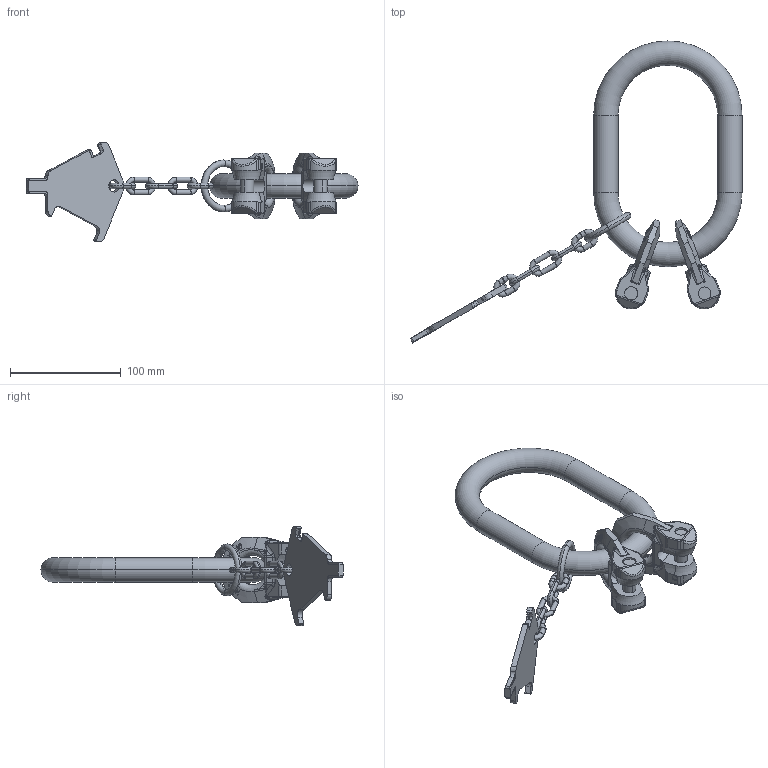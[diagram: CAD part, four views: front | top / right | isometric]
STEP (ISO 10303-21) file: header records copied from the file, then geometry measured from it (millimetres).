
FILE_DESCRIPTION((''),'2;1');
FILE_NAME('001-M34479-P-3_ASM','2014-10-14T',('Andreas.Wendler'),(''),'PRO/ENGINEER BY PARAMETRIC TECHNOLOGY CORPORATION, 2010140','PRO/ENGINEER BY PARAMETRIC TECHNOLOGY CORPORATION, 2010140','');
FILE_SCHEMA(('CONFIG_CONTROL_DESIGN'));
Length unit declared in the file: millimetre
Products named in the file (9): 001-M34474-P-4; 001-M31128-V01; 001-M31164-P-1; 001-M31129-P-1; 001-M33743-001; 001-M31130-003_ASM; 001-M31164-P-1_ASM; 001-M31127-P-3; 001-M34479-P-3_ASM
Assembly tree (12 placements, depth 4):
  001-M34479-P-3_ASM
    001-M34474-P-4
    001-M31128-V01
    001-M31164-P-1_ASM
      001-M31164-P-1
      001-M31129-P-1  x2
      001-M31130-003_ASM
        001-M33743-001  x3
    001-M31127-P-3  x2
Bounding box: 299.91 x 272.92 x 89.55 mm (x, y, z)
Volume: 317242 mm3; surface area: 76000 mm2
Topology: 10 solids, 10 shells, 955 faces, 2481 edges, 1560 vertices
Faces by surface type: plane 528, cylinder 201, bspline 136, torus 56, cone 34
Entity records: 18844 total; most frequent: CARTESIAN_POINT 7297, ORIENTED_EDGE 2664, DIRECTION 1954, EDGE_CURVE 1332, VERTEX_POINT 840, AXIS2_PLACEMENT_3D 728, B_SPLINE_CURVE_WITH_KNOTS 576, EDGE_LOOP 528
